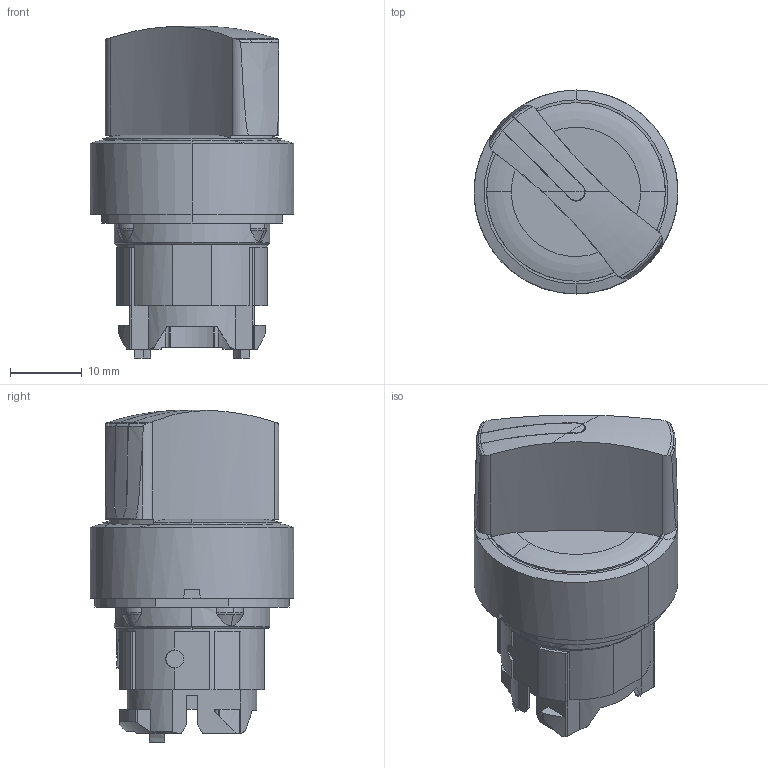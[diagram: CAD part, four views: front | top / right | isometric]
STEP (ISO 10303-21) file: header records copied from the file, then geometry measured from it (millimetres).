
FILE_DESCRIPTION(('STEP AP214'),'1');
FILE_NAME('zb4bd503.stp','2019-08-28T01:16:56',('TraceParts'),('TraceParts S.A.'),'Spatial InterOp 3D',' ',' ');
FILE_SCHEMA(('AUTOMOTIVE_DESIGN { 1 0 10303 214 1 1 1 1 }'));
Length unit declared in the file: millimetre
Products named in the file (1): zb4bd503
Bounding box: 28.5 x 28.5 x 46.38 mm (x, y, z)
Volume: 14896.1 mm3; surface area: 5332.7 mm2
Topology: 1 solids, 1 shells, 332 faces, 978 edges, 649 vertices
Faces by surface type: plane 168, cylinder 114, torus 26, cone 22, sphere 2
Entity records: 11836 total; most frequent: CARTESIAN_POINT 2839, ORIENTED_EDGE 1952, DIRECTION 1903, EDGE_CURVE 976, AXIS2_PLACEMENT_3D 705, VERTEX_POINT 649, LINE 493, VECTOR 493
